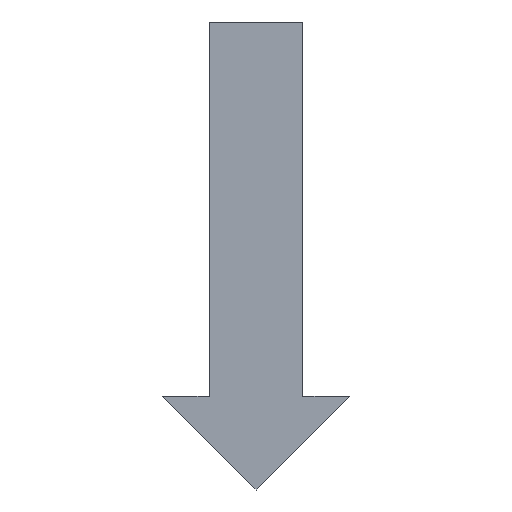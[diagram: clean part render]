
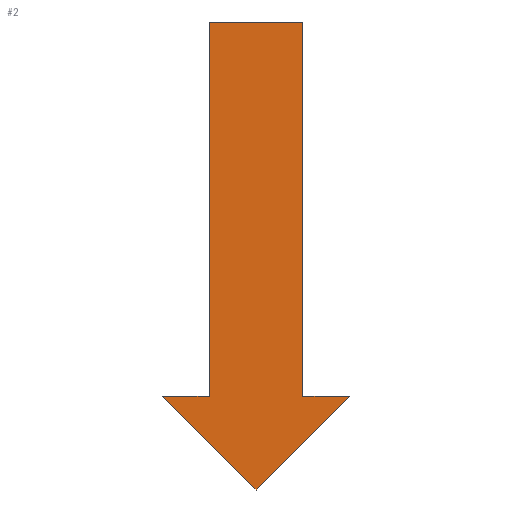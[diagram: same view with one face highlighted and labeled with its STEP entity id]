
A CAD part, front view. The second image highlights one B-rep face of the part: STEP entity #2.
In plain terms, the highlighted planar face has unit normal (0, -1, 0).
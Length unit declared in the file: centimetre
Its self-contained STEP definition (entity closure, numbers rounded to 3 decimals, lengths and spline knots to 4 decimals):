
#2 = ADVANCED_FACE ( 'NONE', ( #251 ), #63, .F. ) ;
#14 = CARTESIAN_POINT ( 'NONE',  ( 5., 0., -50. ) ) ;
#15 = VERTEX_POINT ( 'NONE', #87 ) ;
#26 = VERTEX_POINT ( 'NONE', #62 ) ;
#40 = CARTESIAN_POINT ( 'NONE',  ( 10., 0., 0. ) ) ;
#50 = CARTESIAN_POINT ( 'NONE',  ( 10., 0., -40. ) ) ;
#57 = LINE ( 'NONE', #277, #234 ) ;
#62 = CARTESIAN_POINT ( 'NONE',  ( 0., 0., 0. ) ) ;
#63 = PLANE ( 'NONE',  #314 ) ;
#65 = DIRECTION ( 'NONE',  ( 0., 0., 1. ) ) ;
#68 = DIRECTION ( 'NONE',  ( -0.707, 0., -0.707 ) ) ;
#79 = EDGE_LOOP ( 'NONE', ( #299, #107, #217, #124, #292, #311, #82 ) ) ;
#82 = ORIENTED_EDGE ( 'NONE', *, *, #114, .F. ) ;
#85 = EDGE_CURVE ( 'NONE', #15, #206, #216, .T. ) ;
#87 = CARTESIAN_POINT ( 'NONE',  ( 10., 0., -40. ) ) ;
#90 = VECTOR ( 'NONE', #91, 100. ) ;
#91 = DIRECTION ( 'NONE',  ( -0.707, 0., 0.707 ) ) ;
#94 = CARTESIAN_POINT ( 'NONE',  ( 0., 0., -40. ) ) ;
#103 = EDGE_CURVE ( 'NONE', #233, #184, #150, .T. ) ;
#107 = ORIENTED_EDGE ( 'NONE', *, *, #103, .F. ) ;
#114 = EDGE_CURVE ( 'NONE', #26, #174, #272, .T. ) ;
#116 = DIRECTION ( 'NONE',  ( 0., 1., 0. ) ) ;
#120 = CARTESIAN_POINT ( 'NONE',  ( 5., 0., -50. ) ) ;
#122 = LINE ( 'NONE', #247, #328 ) ;
#124 = ORIENTED_EDGE ( 'NONE', *, *, #268, .F. ) ;
#144 = EDGE_CURVE ( 'NONE', #270, #233, #161, .T. ) ;
#150 = LINE ( 'NONE', #94, #296 ) ;
#161 = LINE ( 'NONE', #14, #90 ) ;
#172 = CARTESIAN_POINT ( 'NONE',  ( -5., 0., -40. ) ) ;
#174 = VERTEX_POINT ( 'NONE', #40 ) ;
#179 = VECTOR ( 'NONE', #303, 100. ) ;
#184 = VERTEX_POINT ( 'NONE', #325 ) ;
#194 = DIRECTION ( 'NONE',  ( 0., 0., 1. ) ) ;
#200 = CARTESIAN_POINT ( 'NONE',  ( 10., 0., -40. ) ) ;
#203 = DIRECTION ( 'NONE',  ( 1., 0., 0. ) ) ;
#206 = VERTEX_POINT ( 'NONE', #300 ) ;
#216 = LINE ( 'NONE', #200, #243 ) ;
#217 = ORIENTED_EDGE ( 'NONE', *, *, #144, .F. ) ;
#231 = EDGE_CURVE ( 'NONE', #184, #26, #57, .T. ) ;
#233 = VERTEX_POINT ( 'NONE', #172 ) ;
#234 = VECTOR ( 'NONE', #194, 100. ) ;
#239 = CARTESIAN_POINT ( 'NONE',  ( 0., 0., 0. ) ) ;
#243 = VECTOR ( 'NONE', #324, 100. ) ;
#247 = CARTESIAN_POINT ( 'NONE',  ( 5., 0., -50. ) ) ;
#248 = CARTESIAN_POINT ( 'NONE',  ( 0., 0., 0. ) ) ;
#251 = FACE_OUTER_BOUND ( 'NONE', #79, .T. ) ;
#268 = EDGE_CURVE ( 'NONE', #206, #270, #122, .T. ) ;
#270 = VERTEX_POINT ( 'NONE', #120 ) ;
#272 = LINE ( 'NONE', #248, #179 ) ;
#277 = CARTESIAN_POINT ( 'NONE',  ( 0., 0., 0. ) ) ;
#291 = VECTOR ( 'NONE', #327, 100. ) ;
#292 = ORIENTED_EDGE ( 'NONE', *, *, #85, .F. ) ;
#296 = VECTOR ( 'NONE', #203, 100. ) ;
#299 = ORIENTED_EDGE ( 'NONE', *, *, #231, .F. ) ;
#300 = CARTESIAN_POINT ( 'NONE',  ( 15., 0., -40. ) ) ;
#303 = DIRECTION ( 'NONE',  ( 1., 0., 0. ) ) ;
#304 = EDGE_CURVE ( 'NONE', #174, #15, #323, .T. ) ;
#311 = ORIENTED_EDGE ( 'NONE', *, *, #304, .F. ) ;
#314 = AXIS2_PLACEMENT_3D ( 'NONE', #239, #116, #65 ) ;
#323 = LINE ( 'NONE', #50, #291 ) ;
#324 = DIRECTION ( 'NONE',  ( 1., 0., 0. ) ) ;
#325 = CARTESIAN_POINT ( 'NONE',  ( 0., 0., -40. ) ) ;
#327 = DIRECTION ( 'NONE',  ( 0., 0., -1. ) ) ;
#328 = VECTOR ( 'NONE', #68, 100. ) ;
